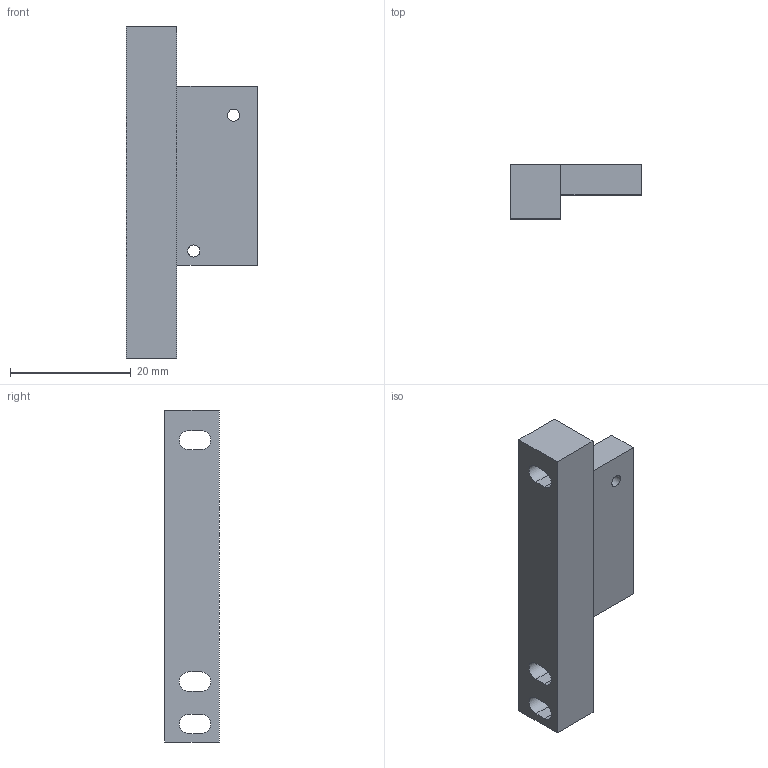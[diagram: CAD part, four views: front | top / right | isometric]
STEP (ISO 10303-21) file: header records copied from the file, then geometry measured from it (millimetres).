
FILE_DESCRIPTION(/* description */ (''),/* implementation_level */ '2;1');
FILE_NAME(/* name */ '0527_MOUNT,ENCODER HEAD.stp',/* time_stamp */ '2020-05-25T17:10:13-07:00',/* author */ (''),/* organization */ (''),/* preprocessor_version */ 'ST-DEVELOPER v14',/* originating_system */ 'SIEMENS PLM Software NX 8.0',/* authorisation */ '');
FILE_SCHEMA (('AUTOMOTIVE_DESIGN { 1 0 10303 214 3 1 1 1 }'));
Length unit declared in the file: millimetre
Products named in the file (1): 0527_MOUNT,ENCODER HEAD
Bounding box: 21.79 x 9 x 55 mm (x, y, z)
Volume: 5721.2 mm3; surface area: 3326.9 mm2
Topology: 1 solids, 1 shells, 28 faces, 72 edges, 48 vertices
Faces by surface type: plane 18, cylinder 10
Full cylindrical faces by diameter (mm): 2 x2, 3.5 x2
Entity records: 880 total; most frequent: DIRECTION 146, CARTESIAN_POINT 145, ORIENTED_EDGE 136, EDGE_CURVE 68, AXIS2_PLACEMENT_3D 49, LINE 48, VECTOR 48, VERTEX_POINT 48
